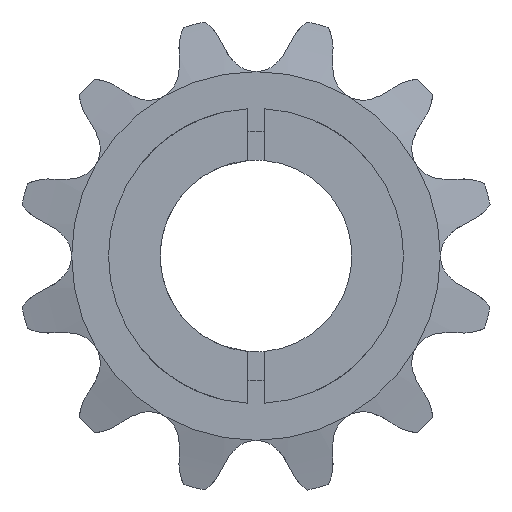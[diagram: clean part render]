
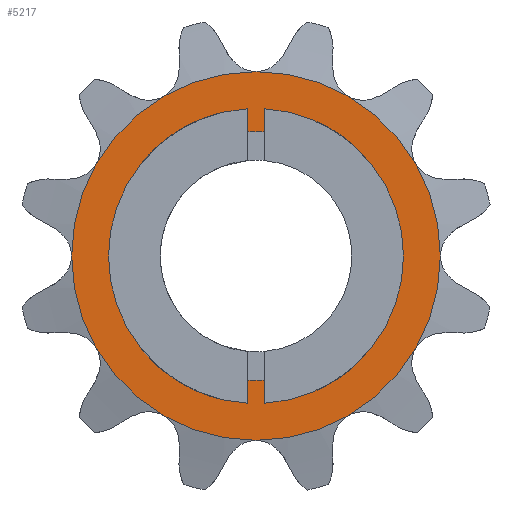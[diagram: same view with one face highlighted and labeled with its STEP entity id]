
A CAD part, left-side view. The second image highlights one B-rep face of the part: STEP entity #5217.
In plain terms, the highlighted planar face has unit normal (-1, 0, 0).
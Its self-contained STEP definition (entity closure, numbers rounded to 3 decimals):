
#268 = CARTESIAN_POINT ( 'NONE',  ( -13.323, 0., 15.869 ) ) ;
#697 = AXIS2_PLACEMENT_3D ( 'NONE', #5409, #2147, #5899 ) ;
#705 = ORIENTED_EDGE ( 'NONE', *, *, #3685, .T. ) ;
#749 = CARTESIAN_POINT ( 'NONE',  ( -13.323, 0., -15.869 ) ) ;
#1048 = VERTEX_POINT ( 'NONE', #268 ) ;
#1060 = CARTESIAN_POINT ( 'NONE',  ( -13.323, 0., -10.7 ) ) ;
#1118 = CARTESIAN_POINT ( 'NONE',  ( -13.323, 0., 0. ) ) ;
#1178 = DIRECTION ( 'NONE',  ( 0., 0., 1. ) ) ;
#1462 = ORIENTED_EDGE ( 'NONE', *, *, #3463, .T. ) ;
#1465 = CARTESIAN_POINT ( 'NONE',  ( -13.323, 0., 0. ) ) ;
#1557 = DIRECTION ( 'NONE',  ( -1., 0., 0. ) ) ;
#1568 = VERTEX_POINT ( 'NONE', #2369 ) ;
#1622 = DIRECTION ( 'NONE',  ( 0., 0., 1. ) ) ;
#1880 = AXIS2_PLACEMENT_3D ( 'NONE', #1118, #2608, #1178 ) ;
#1907 = FACE_OUTER_BOUND ( 'NONE', #2930, .T. ) ;
#2025 = DIRECTION ( 'NONE',  ( 0., 0., 1. ) ) ;
#2147 = DIRECTION ( 'NONE',  ( -1., 0., 0. ) ) ;
#2175 = CIRCLE ( 'NONE', #697, 15.869 ) ;
#2369 = CARTESIAN_POINT ( 'NONE',  ( -13.323, 0., 10.7 ) ) ;
#2608 = DIRECTION ( 'NONE',  ( -1., 0., 0. ) ) ;
#2841 = DIRECTION ( 'NONE',  ( -1., 0., 0. ) ) ;
#2930 = EDGE_LOOP ( 'NONE', ( #705, #1462 ) ) ;
#3419 = AXIS2_PLACEMENT_3D ( 'NONE', #4089, #5932, #1622 ) ;
#3463 = EDGE_CURVE ( 'NONE', #1048, #5445, #6008, .T. ) ;
#3510 = AXIS2_PLACEMENT_3D ( 'NONE', #3994, #1557, #2025 ) ;
#3685 = EDGE_CURVE ( 'NONE', #5445, #1048, #2175, .T. ) ;
#3804 = CIRCLE ( 'NONE', #3510, 10.7 ) ;
#3994 = CARTESIAN_POINT ( 'NONE',  ( -13.323, 0., 0. ) ) ;
#4089 = CARTESIAN_POINT ( 'NONE',  ( -13.323, 0., 0. ) ) ;
#4292 = AXIS2_PLACEMENT_3D ( 'NONE', #1465, #2841, #5683 ) ;
#4337 = FACE_BOUND ( 'NONE', #5425, .T. ) ;
#4401 = VERTEX_POINT ( 'NONE', #1060 ) ;
#4688 = CIRCLE ( 'NONE', #3419, 10.7 ) ;
#5097 = EDGE_CURVE ( 'NONE', #4401, #1568, #3804, .T. ) ;
#5217 = ADVANCED_FACE ( 'NONE', ( #4337, #1907 ), #5288, .T. ) ;
#5288 = PLANE ( 'NONE',  #4292 ) ;
#5409 = CARTESIAN_POINT ( 'NONE',  ( -13.323, 0., 0. ) ) ;
#5425 = EDGE_LOOP ( 'NONE', ( #5968, #5606 ) ) ;
#5445 = VERTEX_POINT ( 'NONE', #749 ) ;
#5606 = ORIENTED_EDGE ( 'NONE', *, *, #5097, .F. ) ;
#5683 = DIRECTION ( 'NONE',  ( 0., 0., 1. ) ) ;
#5899 = DIRECTION ( 'NONE',  ( 0., 0., 1. ) ) ;
#5932 = DIRECTION ( 'NONE',  ( -1., 0., 0. ) ) ;
#5968 = ORIENTED_EDGE ( 'NONE', *, *, #6029, .F. ) ;
#6008 = CIRCLE ( 'NONE', #1880, 15.869 ) ;
#6029 = EDGE_CURVE ( 'NONE', #1568, #4401, #4688, .T. ) ;
